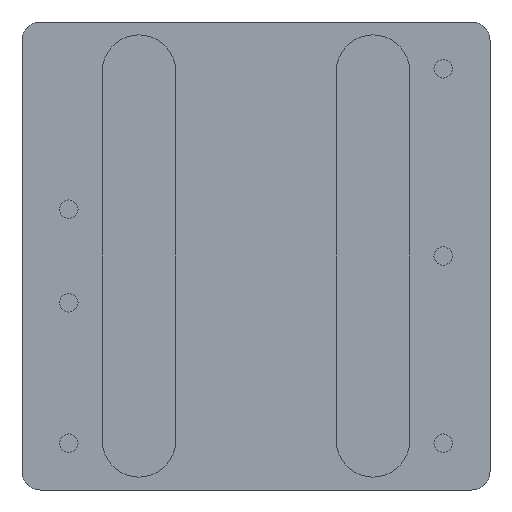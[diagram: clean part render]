
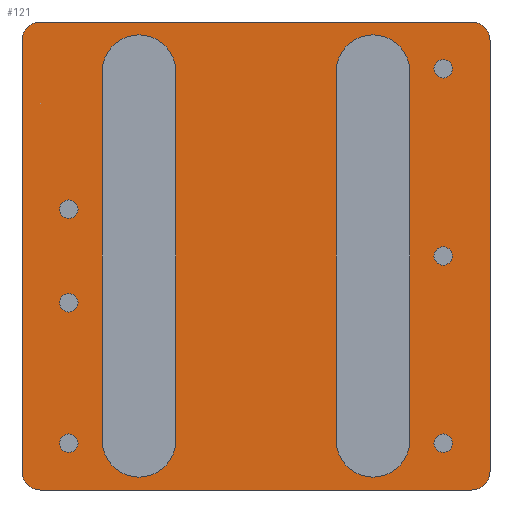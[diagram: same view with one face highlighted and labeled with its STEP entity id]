
A CAD part, front view. The second image highlights one B-rep face of the part: STEP entity #121.
In plain terms, the highlighted planar face has unit normal (0, -1, 0).
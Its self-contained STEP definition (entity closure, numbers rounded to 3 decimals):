
#121=ADVANCED_FACE('',(#257,#258,#259,#260,#261,#262,#263),#264,.T.);
#257=FACE_OUTER_BOUND('',#431,.T.);
#258=FACE_BOUND('',#432,.T.);
#259=FACE_BOUND('',#433,.T.);
#260=FACE_BOUND('',#434,.T.);
#261=FACE_BOUND('',#435,.T.);
#262=FACE_BOUND('',#436,.T.);
#263=FACE_BOUND('',#437,.T.);
#264=PLANE('',#438);
#431=EDGE_LOOP('',(#856,#857,#858,#859,#860,#861,#862,#863));
#432=EDGE_LOOP('',(#864,#865));
#433=EDGE_LOOP('',(#866,#867));
#434=EDGE_LOOP('',(#868,#869));
#435=EDGE_LOOP('',(#870,#871));
#436=EDGE_LOOP('',(#872,#873));
#437=EDGE_LOOP('',(#874,#875));
#438=AXIS2_PLACEMENT_3D('',#876,#877,#878);
#856=ORIENTED_EDGE('',*,*,#1198,.T.);
#857=ORIENTED_EDGE('',*,*,#1196,.T.);
#858=ORIENTED_EDGE('',*,*,#1194,.T.);
#859=ORIENTED_EDGE('',*,*,#1192,.T.);
#860=ORIENTED_EDGE('',*,*,#1190,.T.);
#861=ORIENTED_EDGE('',*,*,#1188,.T.);
#862=ORIENTED_EDGE('',*,*,#1186,.T.);
#863=ORIENTED_EDGE('',*,*,#1184,.T.);
#864=ORIENTED_EDGE('',*,*,#1199,.F.);
#865=ORIENTED_EDGE('',*,*,#1200,.F.);
#866=ORIENTED_EDGE('',*,*,#1201,.F.);
#867=ORIENTED_EDGE('',*,*,#1202,.F.);
#868=ORIENTED_EDGE('',*,*,#1203,.F.);
#869=ORIENTED_EDGE('',*,*,#1204,.F.);
#870=ORIENTED_EDGE('',*,*,#1205,.F.);
#871=ORIENTED_EDGE('',*,*,#1206,.F.);
#872=ORIENTED_EDGE('',*,*,#1207,.F.);
#873=ORIENTED_EDGE('',*,*,#1208,.F.);
#874=ORIENTED_EDGE('',*,*,#1209,.F.);
#875=ORIENTED_EDGE('',*,*,#1210,.F.);
#876=CARTESIAN_POINT('',(0.0,-0.6,0.0));
#877=DIRECTION('',(0.0,-1.0,0.0));
#878=DIRECTION('',(1.0,0.0,0.0));
#1184=EDGE_CURVE('',#1403,#1401,#1404,.T.);
#1186=EDGE_CURVE('',#1406,#1403,#1407,.T.);
#1188=EDGE_CURVE('',#1409,#1406,#1410,.T.);
#1190=EDGE_CURVE('',#1412,#1409,#1413,.T.);
#1192=EDGE_CURVE('',#1415,#1412,#1416,.T.);
#1194=EDGE_CURVE('',#1418,#1415,#1419,.T.);
#1196=EDGE_CURVE('',#1421,#1418,#1422,.T.);
#1198=EDGE_CURVE('',#1401,#1421,#1424,.T.);
#1199=EDGE_CURVE('',#1425,#1426,#1427,.T.);
#1200=EDGE_CURVE('',#1426,#1425,#1428,.T.);
#1201=EDGE_CURVE('',#1429,#1430,#1431,.T.);
#1202=EDGE_CURVE('',#1430,#1429,#1432,.T.);
#1203=EDGE_CURVE('',#1433,#1434,#1435,.T.);
#1204=EDGE_CURVE('',#1434,#1433,#1436,.T.);
#1205=EDGE_CURVE('',#1437,#1438,#1439,.T.);
#1206=EDGE_CURVE('',#1438,#1437,#1440,.T.);
#1207=EDGE_CURVE('',#1441,#1442,#1443,.T.);
#1208=EDGE_CURVE('',#1442,#1441,#1444,.T.);
#1209=EDGE_CURVE('',#1445,#1446,#1447,.T.);
#1210=EDGE_CURVE('',#1446,#1445,#1448,.T.);
#1401=VERTEX_POINT('',#1723);
#1403=VERTEX_POINT('',#1726);
#1404=CIRCLE('',#1727,1.0);
#1406=VERTEX_POINT('',#1730);
#1407=LINE('',#1731,#1732);
#1409=VERTEX_POINT('',#1735);
#1410=CIRCLE('',#1736,1.0);
#1412=VERTEX_POINT('',#1739);
#1413=LINE('',#1740,#1741);
#1415=VERTEX_POINT('',#1744);
#1416=CIRCLE('',#1745,1.0);
#1418=VERTEX_POINT('',#1748);
#1419=LINE('',#1749,#1750);
#1421=VERTEX_POINT('',#1753);
#1422=CIRCLE('',#1754,1.0);
#1424=LINE('',#1757,#1758);
#1425=VERTEX_POINT('',#1759);
#1426=VERTEX_POINT('',#1760);
#1427=CIRCLE('',#1761,0.5);
#1428=CIRCLE('',#1762,0.5);
#1429=VERTEX_POINT('',#1763);
#1430=VERTEX_POINT('',#1764);
#1431=CIRCLE('',#1765,0.5);
#1432=CIRCLE('',#1766,0.5);
#1433=VERTEX_POINT('',#1767);
#1434=VERTEX_POINT('',#1768);
#1435=CIRCLE('',#1769,0.5);
#1436=CIRCLE('',#1770,0.5);
#1437=VERTEX_POINT('',#1771);
#1438=VERTEX_POINT('',#1772);
#1439=CIRCLE('',#1773,0.5);
#1440=CIRCLE('',#1774,0.5);
#1441=VERTEX_POINT('',#1775);
#1442=VERTEX_POINT('',#1776);
#1443=CIRCLE('',#1777,0.5);
#1444=CIRCLE('',#1778,0.5);
#1445=VERTEX_POINT('',#1779);
#1446=VERTEX_POINT('',#1780);
#1447=CIRCLE('',#1781,0.5);
#1448=CIRCLE('',#1782,0.5);
#1723=CARTESIAN_POINT('',(12.7,-0.6,-11.7));
#1726=CARTESIAN_POINT('',(11.7,-0.6,-12.7));
#1727=AXIS2_PLACEMENT_3D('',#2060,#2061,#2062);
#1730=CARTESIAN_POINT('',(-11.7,-0.6,-12.7));
#1731=CARTESIAN_POINT('',(-11.7,-0.6,-12.7));
#1732=VECTOR('',#2064,23.4);
#1735=CARTESIAN_POINT('',(-12.7,-0.6,-11.7));
#1736=AXIS2_PLACEMENT_3D('',#2066,#2067,#2068);
#1739=CARTESIAN_POINT('',(-12.7,-0.6,11.7));
#1740=CARTESIAN_POINT('',(-12.7,-0.6,11.7));
#1741=VECTOR('',#2070,23.4);
#1744=CARTESIAN_POINT('',(-11.7,-0.6,12.7));
#1745=AXIS2_PLACEMENT_3D('',#2072,#2073,#2074);
#1748=CARTESIAN_POINT('',(11.7,-0.6,12.7));
#1749=CARTESIAN_POINT('',(11.7,-0.6,12.7));
#1750=VECTOR('',#2076,23.4);
#1753=CARTESIAN_POINT('',(12.7,-0.6,11.7));
#1754=AXIS2_PLACEMENT_3D('',#2078,#2079,#2080);
#1757=CARTESIAN_POINT('',(12.7,-0.6,-11.7));
#1758=VECTOR('',#2082,23.4);
#1759=CARTESIAN_POINT('',(9.66,-0.6,10.16));
#1760=CARTESIAN_POINT('',(10.66,-0.6,10.16));
#1761=AXIS2_PLACEMENT_3D('',#2083,#2084,#2085);
#1762=AXIS2_PLACEMENT_3D('',#2086,#2087,#2088);
#1763=CARTESIAN_POINT('',(9.66,-0.6,0.0));
#1764=CARTESIAN_POINT('',(10.66,-0.6,0.0));
#1765=AXIS2_PLACEMENT_3D('',#2089,#2090,#2091);
#1766=AXIS2_PLACEMENT_3D('',#2092,#2093,#2094);
#1767=CARTESIAN_POINT('',(9.66,-0.6,-10.16));
#1768=CARTESIAN_POINT('',(10.66,-0.6,-10.16));
#1769=AXIS2_PLACEMENT_3D('',#2095,#2096,#2097);
#1770=AXIS2_PLACEMENT_3D('',#2098,#2099,#2100);
#1771=CARTESIAN_POINT('',(-10.66,-0.6,2.54));
#1772=CARTESIAN_POINT('',(-9.66,-0.6,2.54));
#1773=AXIS2_PLACEMENT_3D('',#2101,#2102,#2103);
#1774=AXIS2_PLACEMENT_3D('',#2104,#2105,#2106);
#1775=CARTESIAN_POINT('',(-10.66,-0.6,-2.54));
#1776=CARTESIAN_POINT('',(-9.66,-0.6,-2.54));
#1777=AXIS2_PLACEMENT_3D('',#2107,#2108,#2109);
#1778=AXIS2_PLACEMENT_3D('',#2110,#2111,#2112);
#1779=CARTESIAN_POINT('',(-10.66,-0.6,-10.16));
#1780=CARTESIAN_POINT('',(-9.66,-0.6,-10.16));
#1781=AXIS2_PLACEMENT_3D('',#2113,#2114,#2115);
#1782=AXIS2_PLACEMENT_3D('',#2116,#2117,#2118);
#2060=CARTESIAN_POINT('',(11.7,-0.6,-11.7));
#2061=DIRECTION('',(0.0,-1.0,0.0));
#2062=DIRECTION('',(0.0,0.0,-1.0));
#2064=DIRECTION('',(1.0,0.0,0.0));
#2066=CARTESIAN_POINT('',(-11.7,-0.6,-11.7));
#2067=DIRECTION('',(0.0,-1.0,0.0));
#2068=DIRECTION('',(-1.0,0.0,0.0));
#2070=DIRECTION('',(0.0,0.0,-1.0));
#2072=CARTESIAN_POINT('',(-11.7,-0.6,11.7));
#2073=DIRECTION('',(0.0,-1.0,0.0));
#2074=DIRECTION('',(0.0,0.0,1.0));
#2076=DIRECTION('',(-1.0,0.0,0.0));
#2078=CARTESIAN_POINT('',(11.7,-0.6,11.7));
#2079=DIRECTION('',(0.0,-1.0,0.0));
#2080=DIRECTION('',(1.0,0.0,0.0));
#2082=DIRECTION('',(0.0,0.0,1.0));
#2083=CARTESIAN_POINT('',(10.16,-0.6,10.16));
#2084=DIRECTION('',(0.0,-1.0,0.0));
#2085=DIRECTION('',(-1.0,0.0,0.0));
#2086=CARTESIAN_POINT('',(10.16,-0.6,10.16));
#2087=DIRECTION('',(0.0,-1.0,0.0));
#2088=DIRECTION('',(1.0,0.0,0.0));
#2089=CARTESIAN_POINT('',(10.16,-0.6,0.0));
#2090=DIRECTION('',(0.0,-1.0,0.0));
#2091=DIRECTION('',(-1.0,0.0,0.0));
#2092=CARTESIAN_POINT('',(10.16,-0.6,0.0));
#2093=DIRECTION('',(0.0,-1.0,0.0));
#2094=DIRECTION('',(1.0,0.0,0.0));
#2095=CARTESIAN_POINT('',(10.16,-0.6,-10.16));
#2096=DIRECTION('',(0.0,-1.0,0.0));
#2097=DIRECTION('',(-1.0,0.0,0.0));
#2098=CARTESIAN_POINT('',(10.16,-0.6,-10.16));
#2099=DIRECTION('',(0.0,-1.0,0.0));
#2100=DIRECTION('',(1.0,0.0,0.0));
#2101=CARTESIAN_POINT('',(-10.16,-0.6,2.54));
#2102=DIRECTION('',(0.0,-1.0,0.0));
#2103=DIRECTION('',(-1.0,0.0,0.0));
#2104=CARTESIAN_POINT('',(-10.16,-0.6,2.54));
#2105=DIRECTION('',(0.0,-1.0,0.0));
#2106=DIRECTION('',(1.0,0.0,0.0));
#2107=CARTESIAN_POINT('',(-10.16,-0.6,-2.54));
#2108=DIRECTION('',(0.0,-1.0,0.0));
#2109=DIRECTION('',(-1.0,0.0,0.0));
#2110=CARTESIAN_POINT('',(-10.16,-0.6,-2.54));
#2111=DIRECTION('',(0.0,-1.0,0.0));
#2112=DIRECTION('',(1.0,0.0,0.0));
#2113=CARTESIAN_POINT('',(-10.16,-0.6,-10.16));
#2114=DIRECTION('',(0.0,-1.0,0.0));
#2115=DIRECTION('',(-1.0,0.0,0.0));
#2116=CARTESIAN_POINT('',(-10.16,-0.6,-10.16));
#2117=DIRECTION('',(0.0,-1.0,0.0));
#2118=DIRECTION('',(1.0,0.0,0.0));
